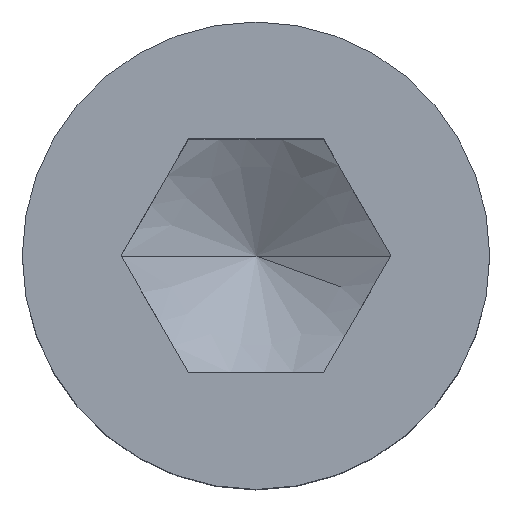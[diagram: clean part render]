
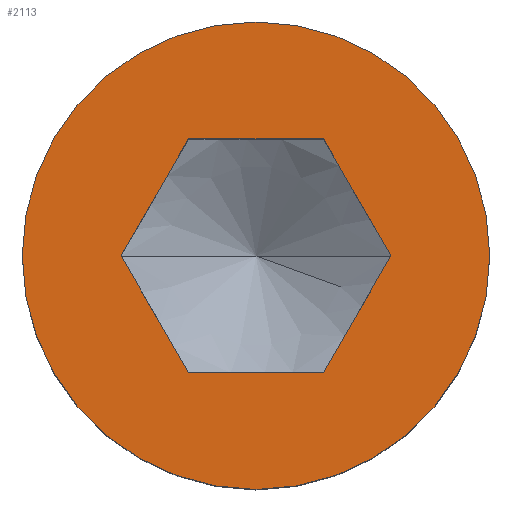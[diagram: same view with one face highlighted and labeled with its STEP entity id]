
A CAD part, top view. The second image highlights one B-rep face of the part: STEP entity #2113.
In plain terms, the highlighted planar face has unit normal (0, 0, 1).
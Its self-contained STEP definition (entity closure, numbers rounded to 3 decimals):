
#1471=EDGE_CURVE('',#3969,#2733,#4250,.T.);
#1607=EDGE_CURVE('',#2733,#3751,#4408,.T.);
#1937=VERTEX_POINT('',#4779);
#2113=ADVANCED_FACE('',(#4978,#4979),#4980,.T.);
#2179=EDGE_CURVE('',#3997,#3209,#5051,.T.);
#2545=VERTEX_POINT('',#5462);
#2647=EDGE_CURVE('',#1937,#3997,#5574,.T.);
#2733=VERTEX_POINT('',#5672);
#2855=EDGE_CURVE('',#3209,#3969,#5812,.T.);
#2941=EDGE_CURVE('',#3851,#2545,#5909,.T.);
#3057=EDGE_CURVE('',#3751,#1937,#6035,.T.);
#3209=VERTEX_POINT('',#6204);
#3463=EDGE_CURVE('',#2545,#3851,#6482,.T.);
#3751=VERTEX_POINT('',#6805);
#3851=VERTEX_POINT('',#6916);
#3969=VERTEX_POINT('',#7043);
#3997=VERTEX_POINT('',#7077);
#4250=LINE('',#7366,#7367);
#4408=LINE('',#7592,#7593);
#4779=CARTESIAN_POINT('',(10.97,0.0,24.));
#4978=FACE_OUTER_BOUND('',#8378,.T.);
#4979=FACE_BOUND('',#8379,.T.);
#4980=PLANE('',#8380);
#5051=LINE('',#8486,#8487);
#5462=CARTESIAN_POINT('',(19.0,0.,24.));
#5574=LINE('',#9221,#9222);
#5672=CARTESIAN_POINT('',(-5.485,9.5,24.));
#5812=LINE('',#9559,#9560);
#5909=CIRCLE('',#9702,19.0);
#6035=LINE('',#9899,#9900);
#6204=CARTESIAN_POINT('',(-5.485,-9.5,24.));
#6482=CIRCLE('',#10544,19.0);
#6805=CARTESIAN_POINT('',(5.485,9.5,24.));
#6916=CARTESIAN_POINT('',(-19.0,0.0,24.));
#7043=CARTESIAN_POINT('',(-10.97,0.0,24.));
#7077=CARTESIAN_POINT('',(5.485,-9.5,24.));
#7366=CARTESIAN_POINT('',(-6.856,7.125,24.));
#7367=VECTOR('',#11745,1.0);
#7592=CARTESIAN_POINT('',(2.742,9.5,24.));
#7593=VECTOR('',#11953,1.0);
#8378=EDGE_LOOP('',(#12672,#12673));
#8379=EDGE_LOOP('',(#12674,#12675,#12676,#12677,#12678,#12679));
#8380=AXIS2_PLACEMENT_3D('',#12680,#12681,#12682);
#8486=CARTESIAN_POINT('',(-2.742,-9.5,24.));
#8487=VECTOR('',#12744,1.0);
#9221=CARTESIAN_POINT('',(6.856,-7.125,24.));
#9222=VECTOR('',#13364,1.0);
#9559=CARTESIAN_POINT('',(-9.598,-2.375,24.));
#9560=VECTOR('',#13664,1.0);
#9702=AXIS2_PLACEMENT_3D('',#13776,#13777,#13778);
#9899=CARTESIAN_POINT('',(9.598,2.375,24.));
#9900=VECTOR('',#13899,1.0);
#10544=AXIS2_PLACEMENT_3D('',#14358,#14359,#14360);
#11745=DIRECTION('',(0.5,0.866,0.0));
#11953=DIRECTION('',(1.0,0.0,0.0));
#12672=ORIENTED_EDGE('',*,*,#2941,.T.);
#12673=ORIENTED_EDGE('',*,*,#3463,.T.);
#12674=ORIENTED_EDGE('',*,*,#2855,.T.);
#12675=ORIENTED_EDGE('',*,*,#1471,.T.);
#12676=ORIENTED_EDGE('',*,*,#1607,.T.);
#12677=ORIENTED_EDGE('',*,*,#3057,.T.);
#12678=ORIENTED_EDGE('',*,*,#2647,.T.);
#12679=ORIENTED_EDGE('',*,*,#2179,.T.);
#12680=CARTESIAN_POINT('',(-14.486,0.,24.0));
#12681=DIRECTION('',(0.0,0.0,1.0));
#12682=DIRECTION('',(-1.0,0.,0.0));
#12744=DIRECTION('',(-1.0,0.0,0.0));
#13364=DIRECTION('',(-0.5,-0.866,0.0));
#13664=DIRECTION('',(-0.5,0.866,0.0));
#13776=CARTESIAN_POINT('',(0.0,0.0,24.));
#13777=DIRECTION('',(0.0,0.0,1.0));
#13778=DIRECTION('',(1.0,0.0,0.0));
#13899=DIRECTION('',(0.5,-0.866,0.0));
#14358=CARTESIAN_POINT('',(0.0,0.0,24.));
#14359=DIRECTION('',(0.0,0.0,1.0));
#14360=DIRECTION('',(1.0,0.0,0.0));
